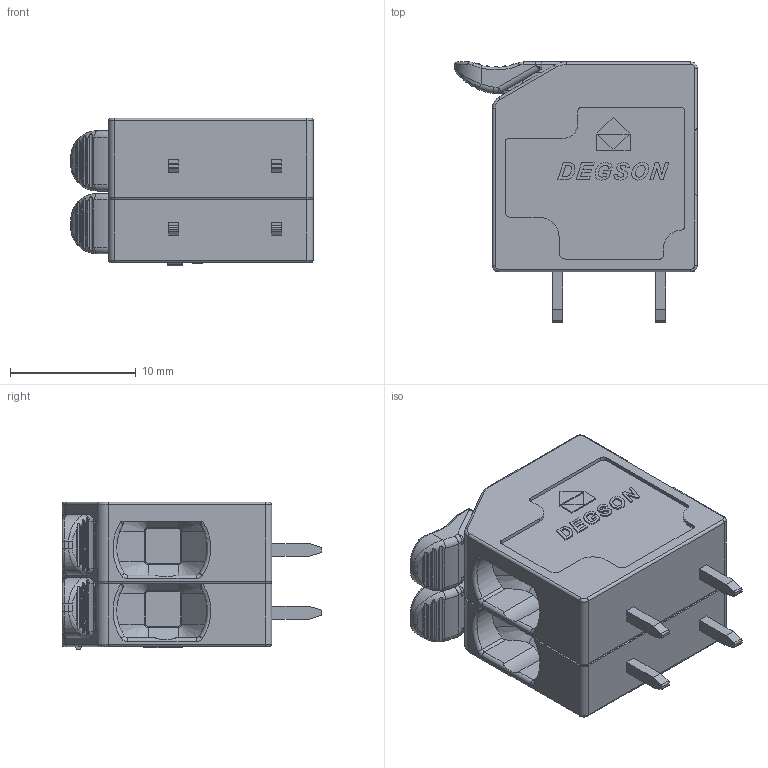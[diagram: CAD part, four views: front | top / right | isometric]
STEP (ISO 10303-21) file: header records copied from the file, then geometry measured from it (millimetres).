
FILE_DESCRIPTION(/* description */ (''),/* implementation_level */ '2;1');
FILE_NAME(/* name */ 'DG2204R-5.0-02P-1Y-00A(H)-T0-C.stp',/* time_stamp */ '2021-02-03T14:20:04+08:00',/* author */ (''),/* organization */ (''),/* preprocessor_version */ 'ST-DEVELOPER v15',/* originating_system */ 'SIEMENS PLM Software NX 8.5',/* authorisation */ '');
FILE_SCHEMA (('AP203_CONFIGURATION_CONTROLLED_3D_DESIGN_OF_MECHANICAL_PARTS_AND_ASSEMBLIES_MIM_LF { 1 0 10303 403 2 1 2}'));
Length unit declared in the file: millimetre
Products named in the file (1): Admi115C6BA8xjgl
Bounding box: 19.3 x 20.7 x 11.75 mm (x, y, z)
Volume: 2825.5 mm3; surface area: 2041.4 mm2
Topology: 1 solids, 1 shells, 912 faces, 2426 edges, 1512 vertices
Faces by surface type: plane 503, cylinder 238, torus 67, bspline 56, sphere 28, cone 16, extrusion 4
Full cylindrical faces by diameter (mm): 0.9 x1, 1.1 x2, 1.2 x2, 1.4 x2, 1.5 x2
Entity records: 28964 total; most frequent: CARTESIAN_POINT 6954, ORIENTED_EDGE 4726, DIRECTION 4316, EDGE_CURVE 2363, VECTOR 1590, LINE 1586, VERTEX_POINT 1505, AXIS2_PLACEMENT_3D 1363
